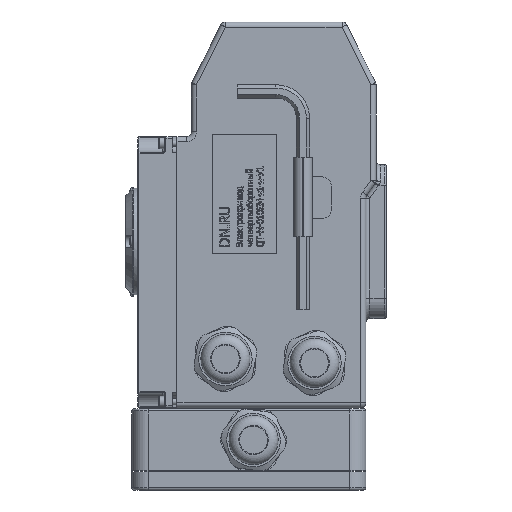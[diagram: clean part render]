
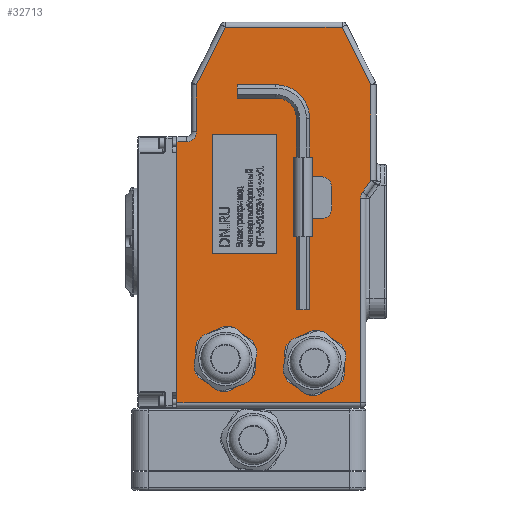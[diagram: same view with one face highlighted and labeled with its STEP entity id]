
A CAD part, left-side view. The second image highlights one B-rep face of the part: STEP entity #32713.
In plain terms, the highlighted planar face has unit normal (-1, 0, 0).
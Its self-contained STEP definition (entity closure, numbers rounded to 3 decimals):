
#1623=FACE_BOUND('',#6072,.T.);
#2500=PLANE('',#35047);
#4183=FACE_OUTER_BOUND('',#6071,.T.);
#6071=EDGE_LOOP('',(#28245,#28246,#28247,#28248,#28249,#28250,#28251,#28252,
#28253,#28254,#28255,#28256));
#6072=EDGE_LOOP('',(#28257,#28258,#28259,#28260));
#8028=LINE('',#53661,#10728);
#8031=LINE('',#53666,#10731);
#8033=LINE('',#53670,#10733);
#8035=LINE('',#53673,#10735);
#8396=LINE('',#55582,#11096);
#8397=LINE('',#55606,#11097);
#8399=LINE('',#55609,#11099);
#8401=LINE('',#55615,#11101);
#8405=LINE('',#55626,#11105);
#8406=LINE('',#55628,#11106);
#8408=LINE('',#55634,#11108);
#8410=LINE('',#55641,#11110);
#8413=LINE('',#55648,#11113);
#8734=LINE('',#57523,#11434);
#10728=VECTOR('',#39497,10.);
#10731=VECTOR('',#39502,10.);
#10733=VECTOR('',#39506,10.);
#10735=VECTOR('',#39510,10.);
#11096=VECTOR('',#40949,10.);
#11097=VECTOR('',#40982,10.);
#11099=VECTOR('',#40986,10.);
#11101=VECTOR('',#40994,10.);
#11105=VECTOR('',#41008,10.);
#11106=VECTOR('',#41011,10.);
#11108=VECTOR('',#41019,10.);
#11110=VECTOR('',#41027,10.);
#11113=VECTOR('',#41034,10.);
#11434=VECTOR('',#41819,10.);
#12358=CIRCLE('',#34712,5.);
#12363=CIRCLE('',#34718,5.);
#14478=VERTEX_POINT('',#53659);
#14479=VERTEX_POINT('',#53660);
#14480=VERTEX_POINT('',#53665);
#14481=VERTEX_POINT('',#53669);
#14939=VERTEX_POINT('',#55558);
#14940=VERTEX_POINT('',#55562);
#14941=VERTEX_POINT('',#55563);
#14943=VERTEX_POINT('',#55570);
#14944=VERTEX_POINT('',#55572);
#14946=VERTEX_POINT('',#55578);
#14947=VERTEX_POINT('',#55584);
#14948=VERTEX_POINT('',#55588);
#14951=VERTEX_POINT('',#55596);
#14953=VERTEX_POINT('',#55602);
#14959=VERTEX_POINT('',#55639);
#14960=VERTEX_POINT('',#55644);
#18345=EDGE_CURVE('',#14478,#14479,#8028,.T.);
#18348=EDGE_CURVE('',#14479,#14480,#8031,.T.);
#18350=EDGE_CURVE('',#14480,#14481,#8033,.T.);
#18352=EDGE_CURVE('',#14481,#14478,#8035,.T.);
#19062=EDGE_CURVE('',#14940,#14941,#12358,.T.);
#19067=EDGE_CURVE('',#14943,#14944,#12363,.T.);
#19072=EDGE_CURVE('',#14941,#14946,#8396,.T.);
#19084=EDGE_CURVE('',#14948,#14953,#8397,.T.);
#19086=EDGE_CURVE('',#14953,#14951,#8399,.T.);
#19089=EDGE_CURVE('',#14951,#14947,#8401,.T.);
#19095=EDGE_CURVE('',#14946,#14948,#8405,.T.);
#19096=EDGE_CURVE('',#14947,#14943,#8406,.T.);
#19099=EDGE_CURVE('',#14944,#14939,#8408,.T.);
#19102=EDGE_CURVE('',#14959,#14940,#8410,.T.);
#19106=EDGE_CURVE('',#14939,#14960,#8413,.T.);
#19573=EDGE_CURVE('',#14960,#14959,#8734,.T.);
#28245=ORIENTED_EDGE('',*,*,#19102,.F.);
#28246=ORIENTED_EDGE('',*,*,#19573,.F.);
#28247=ORIENTED_EDGE('',*,*,#19106,.F.);
#28248=ORIENTED_EDGE('',*,*,#19099,.F.);
#28249=ORIENTED_EDGE('',*,*,#19067,.F.);
#28250=ORIENTED_EDGE('',*,*,#19096,.F.);
#28251=ORIENTED_EDGE('',*,*,#19089,.F.);
#28252=ORIENTED_EDGE('',*,*,#19086,.F.);
#28253=ORIENTED_EDGE('',*,*,#19084,.F.);
#28254=ORIENTED_EDGE('',*,*,#19095,.F.);
#28255=ORIENTED_EDGE('',*,*,#19072,.F.);
#28256=ORIENTED_EDGE('',*,*,#19062,.F.);
#28257=ORIENTED_EDGE('',*,*,#18345,.T.);
#28258=ORIENTED_EDGE('',*,*,#18348,.T.);
#28259=ORIENTED_EDGE('',*,*,#18350,.T.);
#28260=ORIENTED_EDGE('',*,*,#18352,.T.);
#32713=ADVANCED_FACE('',(#4183,#1623),#2500,.F.);
#34712=AXIS2_PLACEMENT_3D('',#55564,#40923,#40924);
#34718=AXIS2_PLACEMENT_3D('',#55573,#40935,#40936);
#35047=AXIS2_PLACEMENT_3D('',#57618,#41957,#41958);
#39497=DIRECTION('',(0.,1.,0.));
#39502=DIRECTION('',(0.,0.,1.));
#39506=DIRECTION('',(0.,-1.,0.));
#39510=DIRECTION('',(0.,0.,-1.));
#40923=DIRECTION('center_axis',(-1.,0.,0.));
#40924=DIRECTION('ref_axis',(0.,-0.707,-0.707));
#40935=DIRECTION('center_axis',(-1.,0.,0.));
#40936=DIRECTION('ref_axis',(0.,0.952,0.305));
#40949=DIRECTION('',(0.,0.,1.));
#40982=DIRECTION('',(0.,-1.,0.));
#40986=DIRECTION('',(0.,-0.447,-0.894));
#40994=DIRECTION('',(0.,0.,-1.));
#41008=DIRECTION('',(0.,-0.447,0.894));
#41011=DIRECTION('',(0.,0.582,-0.813));
#41019=DIRECTION('',(0.,0.,-1.));
#41027=DIRECTION('',(0.,-1.,0.));
#41034=DIRECTION('',(0.,1.,0.));
#41819=DIRECTION('',(0.,0.,1.));
#41957=DIRECTION('center_axis',(1.,0.,0.));
#41958=DIRECTION('ref_axis',(0.,0.,-1.));
#53659=CARTESIAN_POINT('',(0.,3.522,-18.847));
#53660=CARTESIAN_POINT('',(0.,34.889,-18.847));
#53661=CARTESIAN_POINT('',(0.,17.444,-18.847));
#53665=CARTESIAN_POINT('',(0.,34.889,39.262));
#53666=CARTESIAN_POINT('',(0.,34.889,19.631));
#53669=CARTESIAN_POINT('',(0.,3.522,39.262));
#53670=CARTESIAN_POINT('',(0.,1.761,39.262));
#53673=CARTESIAN_POINT('',(0.,3.522,-9.423));
#55558=CARTESIAN_POINT('',(0.,-37.5,-91.5));
#55562=CARTESIAN_POINT('',(0.,47.5,35.626));
#55563=CARTESIAN_POINT('',(0.,42.5,40.626));
#55564=CARTESIAN_POINT('Origin',(0.,47.5,40.626));
#55570=CARTESIAN_POINT('',(0.,-38.433,11.115));
#55572=CARTESIAN_POINT('',(0.,-37.5,8.207));
#55573=CARTESIAN_POINT('Origin',(0.,-42.5,8.207));
#55578=CARTESIAN_POINT('',(0.,42.5,63.41));
#55582=CARTESIAN_POINT('',(0.,42.5,8.));
#55584=CARTESIAN_POINT('',(0.,-42.5,16.802));
#55588=CARTESIAN_POINT('',(0.,28.455,91.5));
#55596=CARTESIAN_POINT('',(0.,-42.5,63.41));
#55602=CARTESIAN_POINT('',(0.,-28.455,91.5));
#55606=CARTESIAN_POINT('',(0.,15.,91.5));
#55609=CARTESIAN_POINT('',(0.,-43.564,61.282));
#55615=CARTESIAN_POINT('',(0.,-42.5,32.));
#55626=CARTESIAN_POINT('',(0.,51.064,46.282));
#55628=CARTESIAN_POINT('',(0.,-31.567,1.515));
#55634=CARTESIAN_POINT('',(0.,-37.5,4.504));
#55639=CARTESIAN_POINT('',(0.,52.,35.626));
#55641=CARTESIAN_POINT('',(0.,22.5,35.626));
#55644=CARTESIAN_POINT('',(0.,52.,-91.5));
#55648=CARTESIAN_POINT('',(0.,-20.,-91.5));
#57523=CARTESIAN_POINT('',(0.,52.,-94.));
#57618=CARTESIAN_POINT('Origin',(0.,0.,0.));
